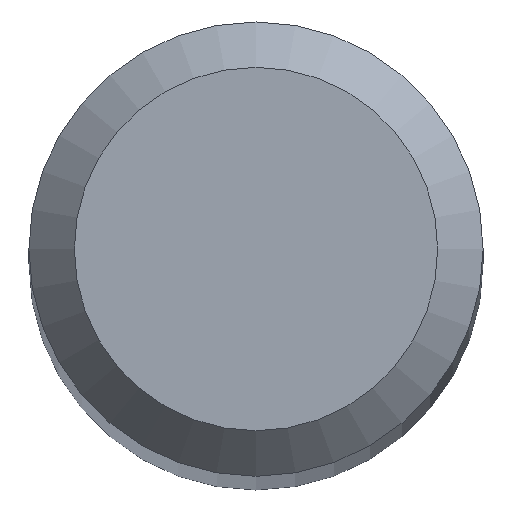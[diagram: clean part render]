
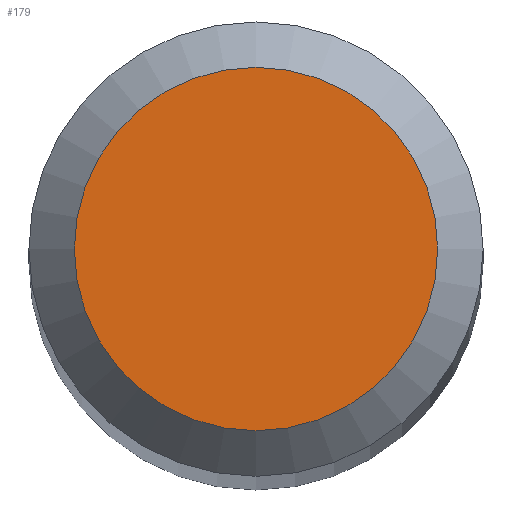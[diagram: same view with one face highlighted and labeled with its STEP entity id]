
A CAD part, top view. The second image highlights one B-rep face of the part: STEP entity #179.
In plain terms, the highlighted planar face has unit normal (0, 0, 1).
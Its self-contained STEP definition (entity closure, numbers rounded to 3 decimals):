
#14 = DIRECTION ( 'NONE',  ( 0., 1., 0. ) ) ;
#23 = DIRECTION ( 'NONE',  ( 0., 0., -1. ) ) ;
#44 = FACE_OUTER_BOUND ( 'NONE', #228, .T. ) ;
#52 = AXIS2_PLACEMENT_3D ( 'NONE', #210, #147, #14 ) ;
#80 = CARTESIAN_POINT ( 'NONE',  ( 0., 0.6, 30. ) ) ;
#131 = PLANE ( 'NONE',  #157 ) ;
#147 = DIRECTION ( 'NONE',  ( 0., 0., -1. ) ) ;
#157 = AXIS2_PLACEMENT_3D ( 'NONE', #217, #23, #225 ) ;
#158 = CIRCLE ( 'NONE', #52, 0.6 ) ;
#179 = ADVANCED_FACE ( 'NONE', ( #44 ), #131, .F. ) ;
#210 = CARTESIAN_POINT ( 'NONE',  ( 0., 0., 30. ) ) ;
#217 = CARTESIAN_POINT ( 'NONE',  ( 0., 0., 30. ) ) ;
#222 = ORIENTED_EDGE ( 'NONE', *, *, #231, .F. ) ;
#225 = DIRECTION ( 'NONE',  ( 0., 1., 0. ) ) ;
#228 = EDGE_LOOP ( 'NONE', ( #222 ) ) ;
#231 = EDGE_CURVE ( 'NONE', #280, #280, #158, .T. ) ;
#280 = VERTEX_POINT ( 'NONE', #80 ) ;
